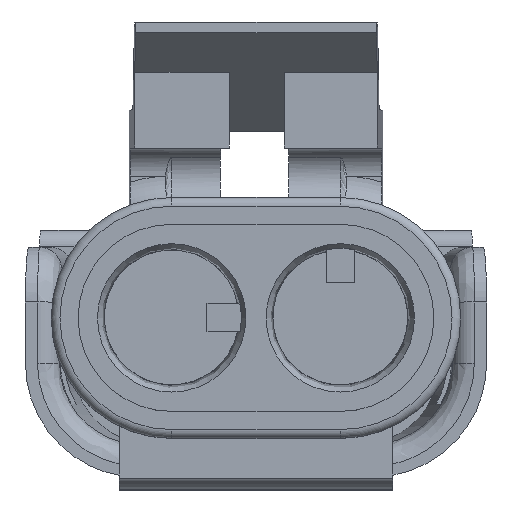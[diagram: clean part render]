
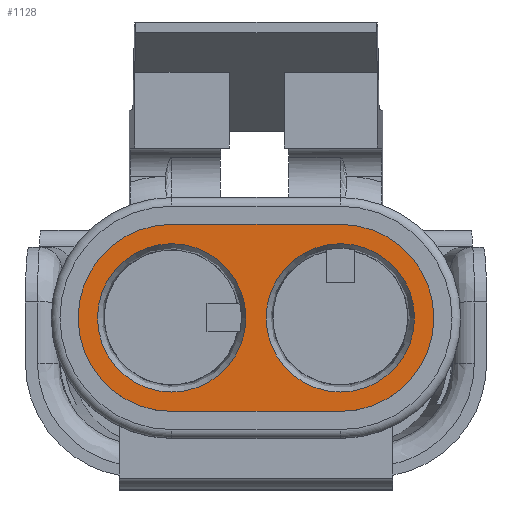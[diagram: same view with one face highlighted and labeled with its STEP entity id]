
A CAD part, top view. The second image highlights one B-rep face of the part: STEP entity #1128.
In plain terms, the highlighted planar face has unit normal (0, 0, 1).
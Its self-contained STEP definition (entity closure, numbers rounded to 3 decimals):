
#164=PLANE('',#3780);
#483=LINE('',#5245,#802);
#492=LINE('',#5284,#811);
#802=VECTOR('',#4204,1.);
#811=VECTOR('',#4251,1.);
#1128=ADVANCED_FACE('',(#1379,#1380,#1381),#164,.T.);
#1379=FACE_BOUND('',#1442,.T.);
#1380=FACE_BOUND('',#1443,.T.);
#1381=FACE_BOUND('',#1444,.T.);
#1442=EDGE_LOOP('',(#1750));
#1443=EDGE_LOOP('',(#1751));
#1444=EDGE_LOOP('',(#1752,#1753,#1754,#1755));
#1750=ORIENTED_EDGE('',*,*,#3132,.T.);
#1751=ORIENTED_EDGE('',*,*,#3054,.T.);
#1752=ORIENTED_EDGE('',*,*,#3113,.T.);
#1753=ORIENTED_EDGE('',*,*,#3133,.F.);
#1754=ORIENTED_EDGE('',*,*,#3134,.F.);
#1755=ORIENTED_EDGE('',*,*,#3057,.F.);
#2700=VERTEX_POINT('',#5121);
#2702=VERTEX_POINT('',#5127);
#2704=VERTEX_POINT('',#5130);
#2747=VERTEX_POINT('',#5244);
#2757=VERTEX_POINT('',#5281);
#2758=VERTEX_POINT('',#5283);
#3054=EDGE_CURVE('',#2700,#2700,#3588,.T.);
#3057=EDGE_CURVE('',#2702,#2704,#3590,.T.);
#3113=EDGE_CURVE('',#2702,#2747,#483,.T.);
#3132=EDGE_CURVE('',#2757,#2757,#3628,.T.);
#3133=EDGE_CURVE('',#2758,#2747,#3629,.T.);
#3134=EDGE_CURVE('',#2704,#2758,#492,.T.);
#3588=CIRCLE('',#3713,3.387);
#3590=CIRCLE('',#3717,4.27);
#3628=CIRCLE('',#3778,3.387);
#3629=CIRCLE('',#3779,4.27);
#3713=AXIS2_PLACEMENT_3D('',#5120,#4079,#4080);
#3717=AXIS2_PLACEMENT_3D('',#5129,#4088,#4089);
#3778=AXIS2_PLACEMENT_3D('',#5280,#4247,#4248);
#3779=AXIS2_PLACEMENT_3D('',#5282,#4249,#4250);
#3780=AXIS2_PLACEMENT_3D('',#5285,#4252,#4253);
#4079=DIRECTION('',(0.,0.,-1.));
#4080=DIRECTION('',(0.,1.,0.));
#4088=DIRECTION('',(0.,0.,-1.));
#4089=DIRECTION('',(1.,0.,0.));
#4204=DIRECTION('',(-1.,0.,0.));
#4247=DIRECTION('',(0.,0.,-1.));
#4248=DIRECTION('',(0.,1.,0.));
#4249=DIRECTION('',(0.,0.,-1.));
#4250=DIRECTION('',(1.,0.,0.));
#4251=DIRECTION('',(-1.,0.,0.));
#4252=DIRECTION('',(0.,0.,1.));
#4253=DIRECTION('',(0.,1.,0.));
#5120=CARTESIAN_POINT('',(3.85,0.,1.2));
#5121=CARTESIAN_POINT('',(3.85,3.387,1.2));
#5127=CARTESIAN_POINT('',(3.85,4.27,1.2));
#5129=CARTESIAN_POINT('',(3.85,0.,1.2));
#5130=CARTESIAN_POINT('',(3.85,-4.27,1.2));
#5244=CARTESIAN_POINT('',(-3.85,4.27,1.2));
#5245=CARTESIAN_POINT('',(11.55,4.27,1.2));
#5280=CARTESIAN_POINT('',(-3.85,0.,1.2));
#5281=CARTESIAN_POINT('',(-3.85,3.387,1.2));
#5282=CARTESIAN_POINT('',(-3.85,0.,1.2));
#5283=CARTESIAN_POINT('',(-3.85,-4.27,1.2));
#5284=CARTESIAN_POINT('',(11.55,-4.27,1.2));
#5285=CARTESIAN_POINT('',(3.85,0.,1.2));
